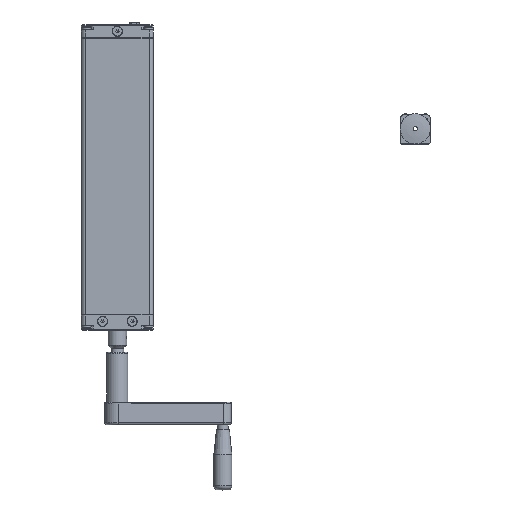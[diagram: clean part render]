
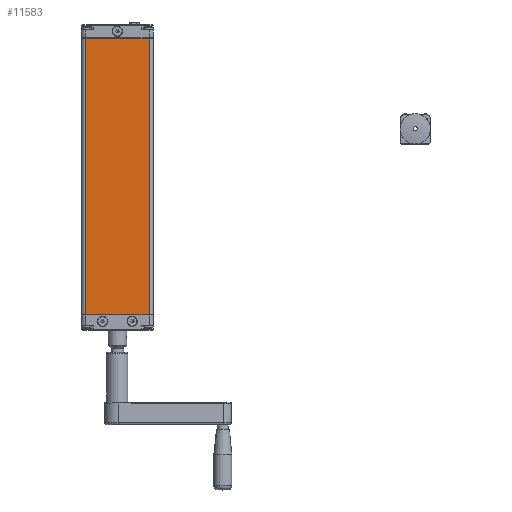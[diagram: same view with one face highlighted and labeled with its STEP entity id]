
A CAD part, top view. The second image highlights one B-rep face of the part: STEP entity #11583.
In plain terms, the highlighted planar face has unit normal (0, 0, 1).
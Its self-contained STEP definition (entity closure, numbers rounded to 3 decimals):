
#1548=FACE_OUTER_BOUND('',#2251,.T.);
#2251=EDGE_LOOP('',(#7624,#7625,#7626,#7627));
#3068=LINE('',#18086,#3937);
#3069=LINE('',#18088,#3938);
#3070=LINE('',#18090,#3939);
#3071=LINE('',#18091,#3940);
#3937=VECTOR('',#14454,327.5);
#3938=VECTOR('',#14455,75.);
#3939=VECTOR('',#14456,327.5);
#3940=VECTOR('',#14457,75.);
#4824=VERTEX_POINT('',#18084);
#4825=VERTEX_POINT('',#18085);
#4826=VERTEX_POINT('',#18087);
#4827=VERTEX_POINT('',#18089);
#5895=EDGE_CURVE('',#4824,#4825,#3068,.F.);
#5896=EDGE_CURVE('',#4826,#4824,#3069,.T.);
#5897=EDGE_CURVE('',#4827,#4826,#3070,.T.);
#5898=EDGE_CURVE('',#4825,#4827,#3071,.F.);
#7624=ORIENTED_EDGE('',*,*,#5895,.F.);
#7625=ORIENTED_EDGE('',*,*,#5896,.F.);
#7626=ORIENTED_EDGE('',*,*,#5897,.F.);
#7627=ORIENTED_EDGE('',*,*,#5898,.F.);
#10741=PLANE('',#12832);
#11583=ADVANCED_FACE('',(#1548),#10741,.T.);
#12832=AXIS2_PLACEMENT_3D('',#18083,#14452,#14453);
#14452=DIRECTION('center_axis',(0.,0.,1.));
#14453=DIRECTION('ref_axis',(1.,0.,0.));
#14454=DIRECTION('',(0.,-1.,0.));
#14455=DIRECTION('',(-1.,0.,0.));
#14456=DIRECTION('',(0.,-1.,0.));
#14457=DIRECTION('',(-1.,0.,0.));
#18083=CARTESIAN_POINT('Origin',(42.5,328.5,17.5));
#18084=CARTESIAN_POINT('',(-37.5,0.5,17.5));
#18085=CARTESIAN_POINT('',(-37.5,328.,17.5));
#18086=CARTESIAN_POINT('',(-37.5,328.,17.5));
#18087=CARTESIAN_POINT('',(37.5,0.5,17.5));
#18088=CARTESIAN_POINT('',(37.5,0.5,17.5));
#18089=CARTESIAN_POINT('',(37.5,328.,17.5));
#18090=CARTESIAN_POINT('',(37.5,328.,17.5));
#18091=CARTESIAN_POINT('',(37.5,328.,17.5));
